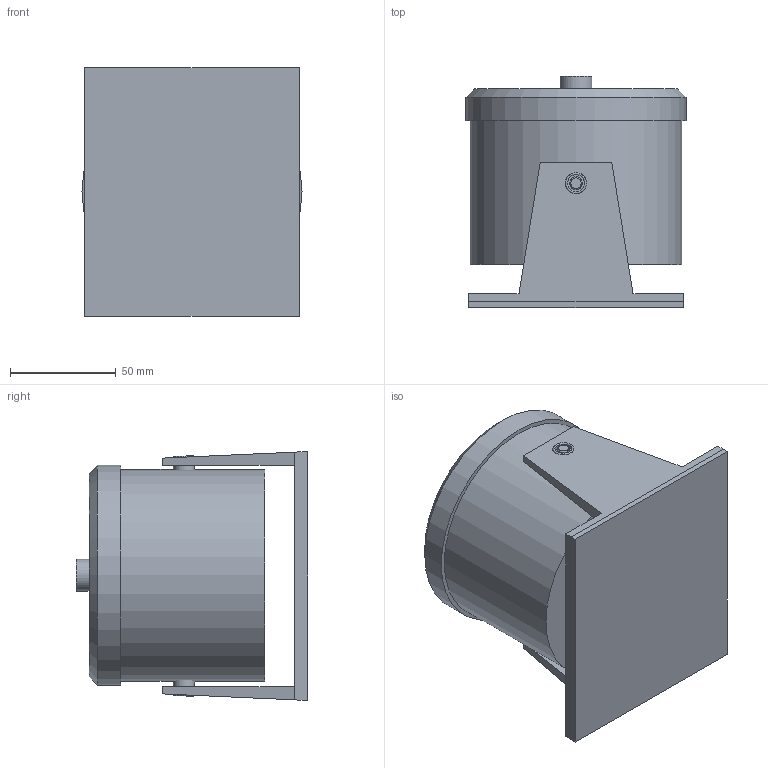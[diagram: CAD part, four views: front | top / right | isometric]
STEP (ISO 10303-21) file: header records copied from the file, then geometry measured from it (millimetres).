
FILE_DESCRIPTION(/* description */ (''),/* implementation_level */ '2;1');
FILE_NAME(/* name */ 'Shaker v1.step',/* time_stamp */ '2022-03-25T21:12:30-04:00',/* author */ (''),/* organization */ (''),/* preprocessor_version */ 'ST-DEVELOPER v18.1',/* originating_system */ 'Autodesk Translation Framework v10.13.0.1454',/* authorisation */ '');
FILE_SCHEMA (('AUTOMOTIVE_DESIGN { 1 0 10303 214 3 1 1 }'));
Length unit declared in the file: millimetre
Products named in the file (3): Shaker; Actual Shaker Stand; Shacker Pin Small
Assembly tree (3 placements, depth 2):
  Shaker
    Actual Shaker Stand
    Shacker Pin Small  x2
Bounding box: 104 x 109.34 x 117.4 mm (x, y, z)
Volume: 769485.7 mm3; surface area: 84611 mm2
Topology: 4 solids, 4 shells, 44 faces, 92 edges, 61 vertices
Faces by surface type: plane 27, cylinder 12, torus 4, cone 1
Full cylindrical faces by diameter (mm): 2.075 x1, 6 x2, 8 x2, 10 x4, 15 x1, 100 x1, 104 x1
Entity records: 1080 total; most frequent: DIRECTION 186, CARTESIAN_POINT 170, ORIENTED_EDGE 154, EDGE_CURVE 77, AXIS2_PLACEMENT_3D 67, LINE 52, VECTOR 52, VERTEX_POINT 51
